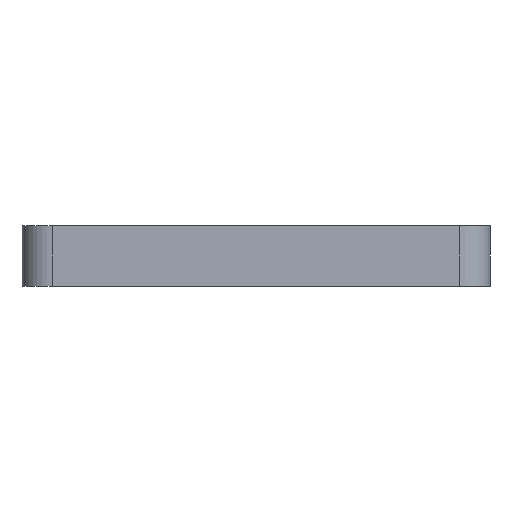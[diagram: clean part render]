
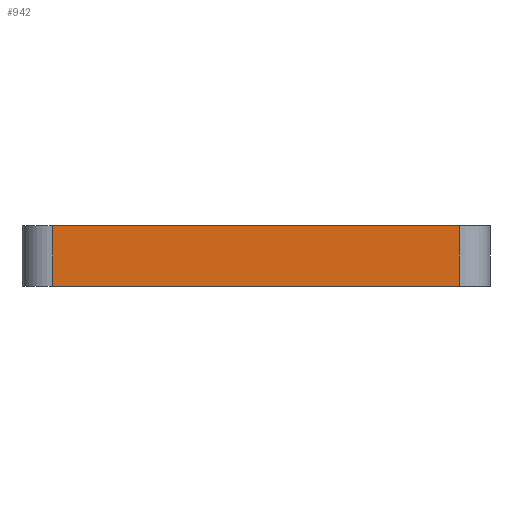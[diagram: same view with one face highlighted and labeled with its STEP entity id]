
A CAD part, front view. The second image highlights one B-rep face of the part: STEP entity #942.
In plain terms, the highlighted planar face has unit normal (0, -1, 0).
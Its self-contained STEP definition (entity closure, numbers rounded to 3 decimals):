
#81 = DIRECTION ( 'NONE',  ( 1., 0., 0. ) ) ;
#152 = EDGE_CURVE ( 'NONE', #727, #821, #561, .T. ) ;
#154 = EDGE_CURVE ( 'NONE', #896, #956, #564, .T. ) ;
#168 = AXIS2_PLACEMENT_3D ( 'NONE', #422, #419, #411 ) ;
#172 = CARTESIAN_POINT ( 'NONE',  ( -15.5, 0., 2. ) ) ;
#204 = EDGE_CURVE ( 'NONE', #821, #896, #503, .T. ) ;
#242 = FACE_OUTER_BOUND ( 'NONE', #718, .T. ) ;
#278 = VECTOR ( 'NONE', #582, 1000. ) ;
#279 = LINE ( 'NONE', #588, #278 ) ;
#400 = CARTESIAN_POINT ( 'NONE',  ( -1., 0., 0. ) ) ;
#411 = DIRECTION ( 'NONE',  ( 0., 0., 1. ) ) ;
#419 = DIRECTION ( 'NONE',  ( 0., 1., 0. ) ) ;
#422 = CARTESIAN_POINT ( 'NONE',  ( -15.5, 0., 2. ) ) ;
#430 = PLANE ( 'NONE',  #168 ) ;
#499 = VECTOR ( 'NONE', #81, 1000. ) ;
#503 = LINE ( 'NONE', #172, #499 ) ;
#517 = CARTESIAN_POINT ( 'NONE',  ( -1., 0., 2. ) ) ;
#528 = CARTESIAN_POINT ( 'NONE',  ( -14.5, 0., 2. ) ) ;
#551 = VECTOR ( 'NONE', #1045, 1000. ) ;
#556 = VECTOR ( 'NONE', #1040, 1000. ) ;
#561 = LINE ( 'NONE', #1029, #556 ) ;
#564 = LINE ( 'NONE', #1058, #551 ) ;
#582 = DIRECTION ( 'NONE',  ( 1., 0., 0. ) ) ;
#588 = CARTESIAN_POINT ( 'NONE',  ( 0., 0., 0. ) ) ;
#630 = CARTESIAN_POINT ( 'NONE',  ( -14.5, 0., 0. ) ) ;
#718 = EDGE_LOOP ( 'NONE', ( #842, #807, #1063, #943 ) ) ;
#727 = VERTEX_POINT ( 'NONE', #630 ) ;
#742 = EDGE_CURVE ( 'NONE', #727, #956, #279, .T. ) ;
#807 = ORIENTED_EDGE ( 'NONE', *, *, #204, .F. ) ;
#821 = VERTEX_POINT ( 'NONE', #528 ) ;
#842 = ORIENTED_EDGE ( 'NONE', *, *, #154, .F. ) ;
#896 = VERTEX_POINT ( 'NONE', #517 ) ;
#942 = ADVANCED_FACE ( 'NONE', ( #242 ), #430, .F. ) ;
#943 = ORIENTED_EDGE ( 'NONE', *, *, #742, .T. ) ;
#956 = VERTEX_POINT ( 'NONE', #400 ) ;
#1029 = CARTESIAN_POINT ( 'NONE',  ( -14.5, 0., 2. ) ) ;
#1040 = DIRECTION ( 'NONE',  ( 0., 0., 1. ) ) ;
#1045 = DIRECTION ( 'NONE',  ( 0., 0., -1. ) ) ;
#1058 = CARTESIAN_POINT ( 'NONE',  ( -1., 0., 2. ) ) ;
#1063 = ORIENTED_EDGE ( 'NONE', *, *, #152, .F. ) ;
